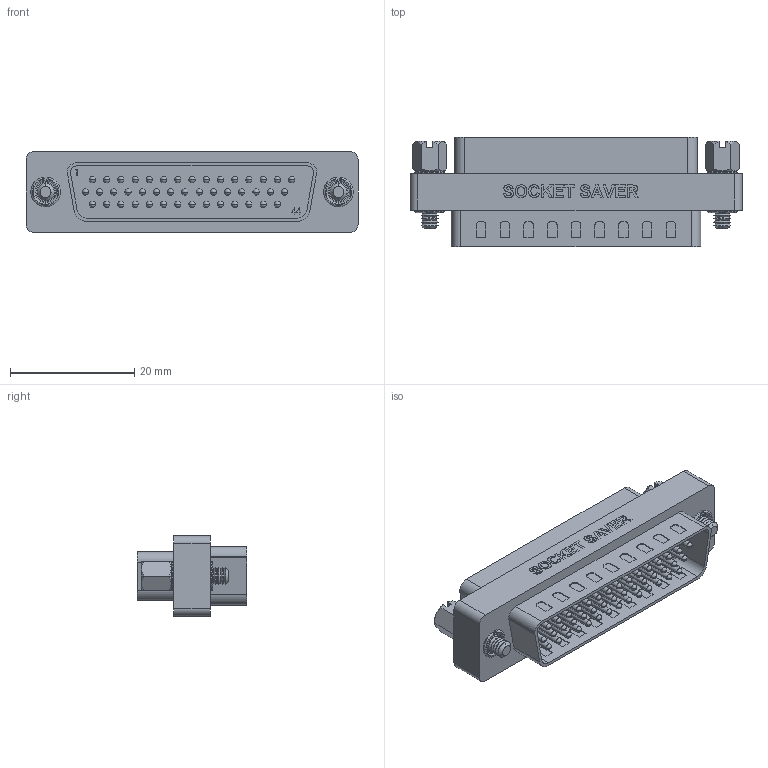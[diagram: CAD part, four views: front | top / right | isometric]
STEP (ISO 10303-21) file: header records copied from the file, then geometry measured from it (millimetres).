
FILE_DESCRIPTION (( 'STEP AP214' ), '1' );
FILE_NAME ('DGBH44MF_3D.STEP', '2021-01-21T21:49:52', ( '' ), ( '' ), 'SwSTEP 2.0', 'SolidWorks 2018', '' );
FILE_SCHEMA (( 'AUTOMOTIVE_DESIGN' ));
Length unit declared in the file: inch
Products named in the file (5): SDH44S_Without Mounting Flange and Solder Cups; DGBH44MF-MA1; DGBH44MF_3D; 3AA05-002; SDH44P_Without Mounting Flange and Solder Cups
Assembly tree (5 placements, depth 2):
  DGBH44MF_3D
    DGBH44MF-MA1
    SDH44S_Without Mounting Flange and Solder Cups
    SDH44P_Without Mounting Flange and Solder Cups
    3AA05-002  x2
Bounding box: 53.34 x 17.65 x 12.95 mm (x, y, z)
Volume: 6170 mm3; surface area: 7196.5 mm2
Topology: 5 solids, 5 shells, 1096 faces, 2805 edges, 1788 vertices
Faces by surface type: plane 497, cylinder 328, sphere 100, bspline 99, cone 60, torus 12
Entity records: 47380 total; most frequent: CARTESIAN_POINT 11617, ORIENTED_EDGE 4950, DIRECTION 4899, EDGE_CURVE 2475, AXIS2_PLACEMENT_3D 1701, VERTEX_POINT 1615, LINE 1497, VECTOR 1497
